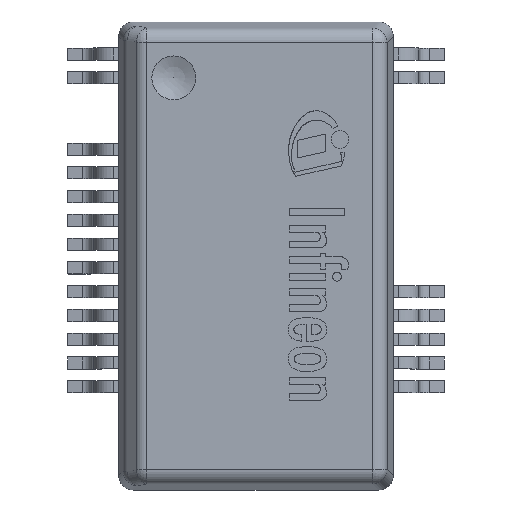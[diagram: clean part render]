
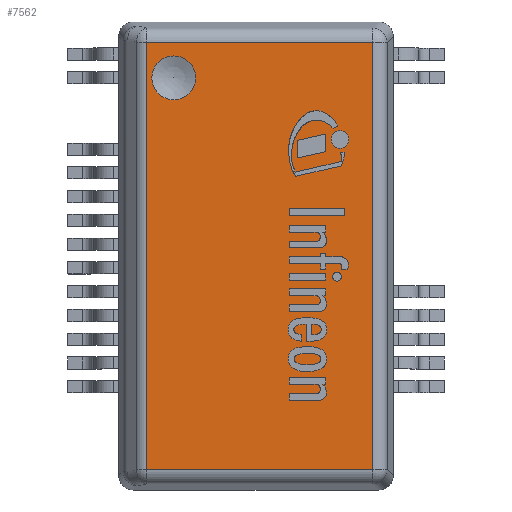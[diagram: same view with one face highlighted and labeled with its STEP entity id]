
A CAD part, top view. The second image highlights one B-rep face of the part: STEP entity #7562.
In plain terms, the highlighted planar face has unit normal (0, 0, 1).
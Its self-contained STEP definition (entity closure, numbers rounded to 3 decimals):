
#96=PLANE('',#8081);
#413=LINE('',#10961,#1258);
#415=LINE('',#10971,#1260);
#418=LINE('',#10976,#1263);
#421=LINE('',#10980,#1266);
#1258=VECTOR('',#8769,1.);
#1260=VECTOR('',#8781,1.);
#1263=VECTOR('',#8788,1.);
#1266=VECTOR('',#8793,1.);
#2179=FACE_BOUND('',#2676,.T.);
#2216=FACE_OUTER_BOUND('',#2675,.T.);
#2675=EDGE_LOOP('',(#5288,#5289,#5290,#5291));
#2676=EDGE_LOOP('',(#5292));
#3126=CIRCLE('',#8037,0.6);
#3345=VERTEX_POINT('',#10873);
#3351=VERTEX_POINT('',#10915);
#3359=VERTEX_POINT('',#10938);
#3364=VERTEX_POINT('',#10951);
#3366=VERTEX_POINT('',#10963);
#4085=EDGE_CURVE('',#3345,#3345,#3126,.T.);
#4113=EDGE_CURVE('',#3351,#3364,#413,.T.);
#4118=EDGE_CURVE('',#3366,#3359,#415,.T.);
#4121=EDGE_CURVE('',#3364,#3366,#418,.T.);
#4124=EDGE_CURVE('',#3359,#3351,#421,.T.);
#5288=ORIENTED_EDGE('',*,*,#4118,.F.);
#5289=ORIENTED_EDGE('',*,*,#4121,.F.);
#5290=ORIENTED_EDGE('',*,*,#4113,.F.);
#5291=ORIENTED_EDGE('',*,*,#4124,.F.);
#5292=ORIENTED_EDGE('',*,*,#4085,.T.);
#7562=ADVANCED_FACE('',(#2216,#2179),#96,.T.);
#8037=AXIS2_PLACEMENT_3D('',#10874,#8704,#8705);
#8081=AXIS2_PLACEMENT_3D('',#11001,#8818,#8819);
#8704=DIRECTION('center_axis',(0.,0.,-1.));
#8705=DIRECTION('ref_axis',(1.,0.,0.));
#8769=DIRECTION('',(-1.,0.,0.));
#8781=DIRECTION('',(1.,0.,0.));
#8788=DIRECTION('',(0.,1.,0.));
#8793=DIRECTION('',(0.,-1.,0.));
#8818=DIRECTION('center_axis',(0.,0.,1.));
#8819=DIRECTION('ref_axis',(0.,-1.,0.));
#10873=CARTESIAN_POINT('',(-1.65,4.87,2.65));
#10874=CARTESIAN_POINT('Origin',(-2.25,4.87,2.65));
#10915=CARTESIAN_POINT('',(3.192,-5.842,2.65));
#10938=CARTESIAN_POINT('',(3.192,5.842,2.65));
#10951=CARTESIAN_POINT('',(-2.997,-5.842,2.65));
#10961=CARTESIAN_POINT('',(1.875,-5.842,2.65));
#10963=CARTESIAN_POINT('',(-2.997,5.842,2.65));
#10971=CARTESIAN_POINT('',(-1.875,5.842,2.65));
#10976=CARTESIAN_POINT('',(-2.997,-5.583,2.65));
#10980=CARTESIAN_POINT('',(3.192,3.2,2.65));
#11001=CARTESIAN_POINT('Origin',(0.,0.,
2.65));
